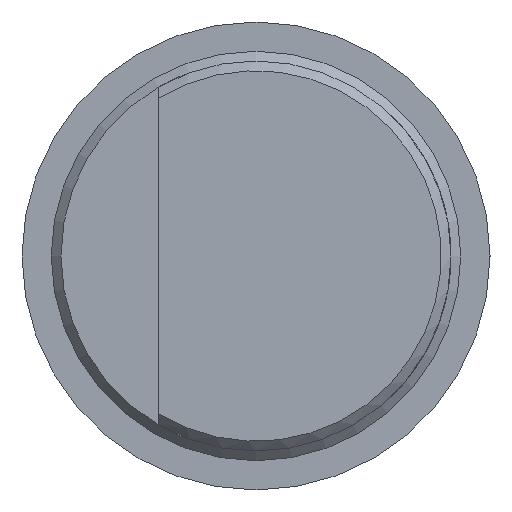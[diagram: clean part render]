
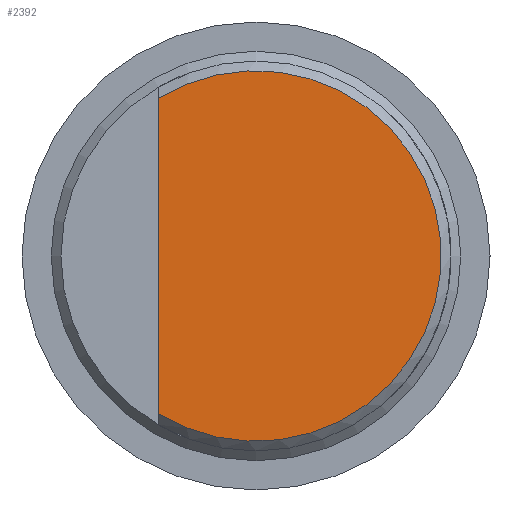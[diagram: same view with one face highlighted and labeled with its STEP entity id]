
A CAD part, left-side view. The second image highlights one B-rep face of the part: STEP entity #2392.
In plain terms, the highlighted planar face has unit normal (-1, 0, 0).
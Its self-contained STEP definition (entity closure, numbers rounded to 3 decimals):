
#27=LINE('',#3439,#45);
#45=VECTOR('',#2958,1000.);
#88=PLANE('',#2584);
#249=ORIENTED_EDGE('',*,*,#499,.T.);
#250=ORIENTED_EDGE('',*,*,#500,.T.);
#499=EDGE_CURVE('',#651,#652,#27,.T.);
#500=EDGE_CURVE('',#652,#651,#791,.F.);
#651=VERTEX_POINT('',#3440);
#652=VERTEX_POINT('',#3441);
#791=CIRCLE('',#2585,4.75);
#973=EDGE_LOOP('',(#249,#250));
#1222=FACE_BOUND('',#973,.T.);
#2392=ADVANCED_FACE('',(#1222),#88,.F.);
#2584=AXIS2_PLACEMENT_3D('',#3438,#2956,#2957);
#2585=AXIS2_PLACEMENT_3D('',#3442,#2959,#2960);
#2956=DIRECTION('',(1.,0.,0.));
#2957=DIRECTION('',(0.,0.,-1.));
#2958=DIRECTION('',(0.,0.,-1.));
#2959=DIRECTION('',(1.,0.,0.));
#2960=DIRECTION('',(0.,0.,-1.));
#3438=CARTESIAN_POINT('',(-105.,0.,0.));
#3439=CARTESIAN_POINT('',(-105.,2.5,13.288));
#3440=CARTESIAN_POINT('',(-105.,2.5,4.039));
#3441=CARTESIAN_POINT('',(-105.,2.5,-4.039));
#3442=CARTESIAN_POINT('',(-105.,0.,0.));
